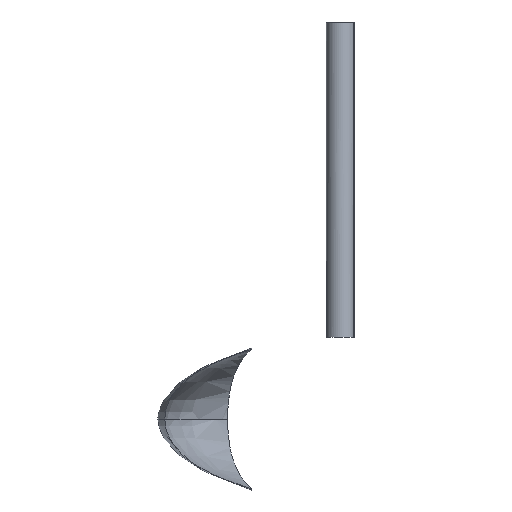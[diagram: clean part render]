
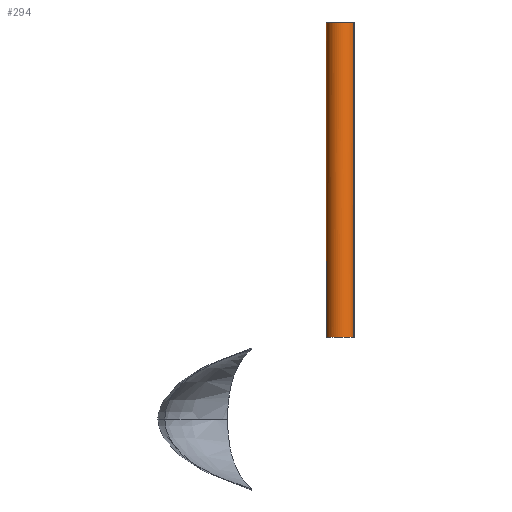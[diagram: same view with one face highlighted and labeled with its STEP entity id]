
A CAD part, left-side view. The second image highlights one B-rep face of the part: STEP entity #294.
In plain terms, the highlighted free-form (B-spline) face has degree [1, 2] with [2, 5] control points.
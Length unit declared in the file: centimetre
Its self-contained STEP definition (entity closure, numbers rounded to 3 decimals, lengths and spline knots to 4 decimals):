
#78=FACE_OUTER_BOUND('',#83,.T.);
#83=EDGE_LOOP('',(#230,#231,#232,#233));
#92=(
BOUNDED_CURVE()
B_SPLINE_CURVE(2,(#361,#362,#363,#364,#365),.UNSPECIFIED.,.F.,.F.)
B_SPLINE_CURVE_WITH_KNOTS((3,2,3),(-28.9247,-27.3539,
-25.7831),.UNSPECIFIED.)
CURVE()
GEOMETRIC_REPRESENTATION_ITEM()
RATIONAL_B_SPLINE_CURVE((1.,0.707,1.,0.707,1.))
REPRESENTATION_ITEM('')
);
#93=(
BOUNDED_CURVE()
B_SPLINE_CURVE(1,(#367,#368),.UNSPECIFIED.,.F.,.F.)
B_SPLINE_CURVE_WITH_KNOTS((2,2),(-25.7831,-3.1416),
 .UNSPECIFIED.)
CURVE()
GEOMETRIC_REPRESENTATION_ITEM()
RATIONAL_B_SPLINE_CURVE((1.,1.))
REPRESENTATION_ITEM('')
);
#94=(
BOUNDED_CURVE()
B_SPLINE_CURVE(2,(#370,#371,#372,#373,#374),.UNSPECIFIED.,.F.,.F.)
B_SPLINE_CURVE_WITH_KNOTS((3,2,3),(-3.1416,-1.5708,0.),
 .UNSPECIFIED.)
CURVE()
GEOMETRIC_REPRESENTATION_ITEM()
RATIONAL_B_SPLINE_CURVE((1.,0.707,1.,0.707,1.))
REPRESENTATION_ITEM('')
);
#95=(
BOUNDED_CURVE()
B_SPLINE_CURVE(1,(#375,#376),.UNSPECIFIED.,.F.,.F.)
B_SPLINE_CURVE_WITH_KNOTS((2,2),(0.,22.6415),.UNSPECIFIED.)
CURVE()
GEOMETRIC_REPRESENTATION_ITEM()
RATIONAL_B_SPLINE_CURVE((1.,1.))
REPRESENTATION_ITEM('')
);
#100=VERTEX_POINT('',#359);
#101=VERTEX_POINT('',#360);
#102=VERTEX_POINT('',#366);
#103=VERTEX_POINT('',#369);
#165=EDGE_CURVE('',#100,#101,#92,.T.);
#166=EDGE_CURVE('',#101,#102,#93,.T.);
#167=EDGE_CURVE('',#102,#103,#94,.T.);
#168=EDGE_CURVE('',#103,#100,#95,.T.);
#230=ORIENTED_EDGE('',*,*,#165,.T.);
#231=ORIENTED_EDGE('',*,*,#166,.T.);
#232=ORIENTED_EDGE('',*,*,#167,.T.);
#233=ORIENTED_EDGE('',*,*,#168,.T.);
#292=(
BOUNDED_SURFACE()
B_SPLINE_SURFACE(1,2,((#349,#350,#351,#352,#353),(#354,#355,#356,#357,#358)),
 .UNSPECIFIED.,.F.,.F.,.F.)
B_SPLINE_SURFACE_WITH_KNOTS((2,2),(3,2,3),(0.,22.6415),(0.,
1.5708,3.1416),.UNSPECIFIED.)
GEOMETRIC_REPRESENTATION_ITEM()
RATIONAL_B_SPLINE_SURFACE(((1.,0.707,1.,0.707,1.),
(1.,0.707,1.,0.707,1.)))
REPRESENTATION_ITEM('')
SURFACE()
);
#294=ADVANCED_FACE('',(#78),#292,.T.);
#349=CARTESIAN_POINT('Ctrl Pts',(-7.9605,0.2336,1.4646));
#350=CARTESIAN_POINT('Ctrl Pts',(-8.1941,0.3192,1.4646));
#351=CARTESIAN_POINT('Ctrl Pts',(-8.2797,0.0855,1.4646));
#352=CARTESIAN_POINT('Ctrl Pts',(-8.3652,-0.1481,1.4646));
#353=CARTESIAN_POINT('Ctrl Pts',(-8.1316,-0.2336,1.4646));
#354=CARTESIAN_POINT('Ctrl Pts',(-7.9605,0.2336,7.0978));
#355=CARTESIAN_POINT('Ctrl Pts',(-8.1941,0.3192,7.0978));
#356=CARTESIAN_POINT('Ctrl Pts',(-8.2797,0.0855,7.0978));
#357=CARTESIAN_POINT('Ctrl Pts',(-8.3652,-0.1481,7.0978));
#358=CARTESIAN_POINT('Ctrl Pts',(-8.1316,-0.2336,7.0978));
#359=CARTESIAN_POINT('',(-7.9605,0.2336,7.0978));
#360=CARTESIAN_POINT('',(-8.1316,-0.2336,7.0978));
#361=CARTESIAN_POINT('Ctrl Pts',(-7.9605,0.2336,7.0978));
#362=CARTESIAN_POINT('Ctrl Pts',(-8.1941,0.3192,7.0978));
#363=CARTESIAN_POINT('Ctrl Pts',(-8.2797,0.0855,7.0978));
#364=CARTESIAN_POINT('Ctrl Pts',(-8.3652,-0.1481,7.0978));
#365=CARTESIAN_POINT('Ctrl Pts',(-8.1316,-0.2336,7.0978));
#366=CARTESIAN_POINT('',(-8.1316,-0.2336,1.4646));
#367=CARTESIAN_POINT('Ctrl Pts',(-8.1316,-0.2336,7.0978));
#368=CARTESIAN_POINT('Ctrl Pts',(-8.1316,-0.2336,1.4646));
#369=CARTESIAN_POINT('',(-7.9605,0.2336,1.4646));
#370=CARTESIAN_POINT('Ctrl Pts',(-8.1316,-0.2336,1.4646));
#371=CARTESIAN_POINT('Ctrl Pts',(-8.3652,-0.1481,1.4646));
#372=CARTESIAN_POINT('Ctrl Pts',(-8.2797,0.0855,1.4646));
#373=CARTESIAN_POINT('Ctrl Pts',(-8.1941,0.3192,1.4646));
#374=CARTESIAN_POINT('Ctrl Pts',(-7.9605,0.2336,1.4646));
#375=CARTESIAN_POINT('Ctrl Pts',(-7.9605,0.2336,1.4646));
#376=CARTESIAN_POINT('Ctrl Pts',(-7.9605,0.2336,7.0978));
